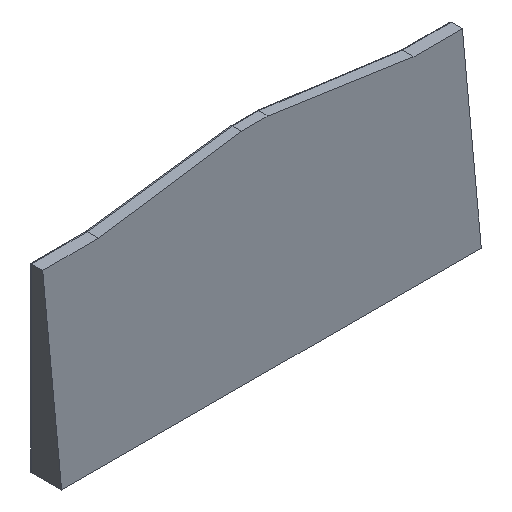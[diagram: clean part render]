
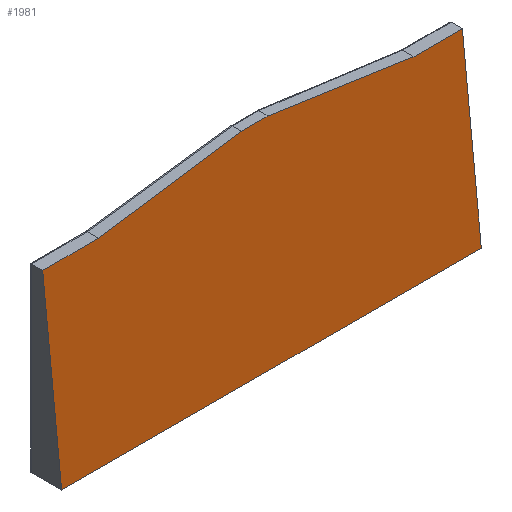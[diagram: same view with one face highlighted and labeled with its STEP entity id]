
A CAD part, isometric view. The second image highlights one B-rep face of the part: STEP entity #1981.
In plain terms, the highlighted planar face has unit normal (0, -0.995, 0.104).
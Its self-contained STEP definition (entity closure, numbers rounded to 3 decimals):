
#102=FACE_OUTER_BOUND('',#217,.T.);
#217=EDGE_LOOP('',(#1315,#1316,#1317,#1318,#1319,#1320,#1321,#1322));
#341=LINE('',#2846,#584);
#349=LINE('',#2862,#592);
#350=LINE('',#2864,#593);
#351=LINE('',#2866,#594);
#352=LINE('',#2868,#595);
#353=LINE('',#2870,#596);
#354=LINE('',#2872,#597);
#355=LINE('',#2873,#598);
#584=VECTOR('',#2276,10.);
#592=VECTOR('',#2286,10.);
#593=VECTOR('',#2287,10.);
#594=VECTOR('',#2288,10.);
#595=VECTOR('',#2289,10.);
#596=VECTOR('',#2290,10.);
#597=VECTOR('',#2291,10.);
#598=VECTOR('',#2292,10.);
#826=VERTEX_POINT('',#2842);
#828=VERTEX_POINT('',#2845);
#835=VERTEX_POINT('',#2861);
#836=VERTEX_POINT('',#2863);
#837=VERTEX_POINT('',#2865);
#838=VERTEX_POINT('',#2867);
#839=VERTEX_POINT('',#2869);
#840=VERTEX_POINT('',#2871);
#1014=EDGE_CURVE('',#828,#826,#341,.T.);
#1022=EDGE_CURVE('',#826,#835,#349,.T.);
#1023=EDGE_CURVE('',#835,#836,#350,.T.);
#1024=EDGE_CURVE('',#836,#837,#351,.T.);
#1025=EDGE_CURVE('',#838,#837,#352,.T.);
#1026=EDGE_CURVE('',#839,#838,#353,.T.);
#1027=EDGE_CURVE('',#839,#840,#354,.T.);
#1028=EDGE_CURVE('',#828,#840,#355,.T.);
#1315=ORIENTED_EDGE('',*,*,#1014,.T.);
#1316=ORIENTED_EDGE('',*,*,#1022,.T.);
#1317=ORIENTED_EDGE('',*,*,#1023,.T.);
#1318=ORIENTED_EDGE('',*,*,#1024,.T.);
#1319=ORIENTED_EDGE('',*,*,#1025,.F.);
#1320=ORIENTED_EDGE('',*,*,#1026,.F.);
#1321=ORIENTED_EDGE('',*,*,#1027,.T.);
#1322=ORIENTED_EDGE('',*,*,#1028,.F.);
#1893=PLANE('',#2110);
#1981=ADVANCED_FACE('',(#102),#1893,.F.);
#2110=AXIS2_PLACEMENT_3D('',#2860,#2284,#2285);
#2276=DIRECTION('',(1.,0.,-0.001));
#2284=DIRECTION('center_axis',(0.,0.995,-0.105));
#2285=DIRECTION('ref_axis',(0.,0.105,0.995));
#2286=DIRECTION('',(0.,0.105,0.995));
#2287=DIRECTION('',(-1.,0.,-0.001));
#2288=DIRECTION('',(-0.991,0.014,0.135));
#2289=DIRECTION('',(1.,0.,0.));
#2290=DIRECTION('',(0.991,0.014,0.13));
#2291=DIRECTION('',(-1.,0.,-0.003));
#2292=DIRECTION('',(0.,0.105,0.995));
#2842=CARTESIAN_POINT('',(113.22,-7.475,-49.855));
#2845=CARTESIAN_POINT('',(-115.822,-7.458,-49.695));
#2846=CARTESIAN_POINT('',(-57.95,-7.463,-49.735));
#2860=CARTESIAN_POINT('Origin',(0.,4.027,59.578));
#2861=CARTESIAN_POINT('',(113.21,2.881,48.676));
#2862=CARTESIAN_POINT('',(113.214,-1.683,5.256));
#2863=CARTESIAN_POINT('',(86.84,2.878,48.646));
#2864=CARTESIAN_POINT('',(56.611,2.874,48.612));
#2865=CARTESIAN_POINT('',(8.299,4.001,59.336));
#2866=CARTESIAN_POINT('',(43.5,3.498,54.545));
#2867=CARTESIAN_POINT('',(-6.221,4.001,59.336));
#2868=CARTESIAN_POINT('',(4.15,4.001,59.336));
#2869=CARTESIAN_POINT('',(-85.382,2.907,48.926));
#2870=CARTESIAN_POINT('',(-3.175,4.043,59.737));
#2871=CARTESIAN_POINT('',(-115.802,2.898,48.836));
#2872=CARTESIAN_POINT('',(-42.676,2.92,49.052));
#2873=CARTESIAN_POINT('',(-115.801,3.448,54.068));
